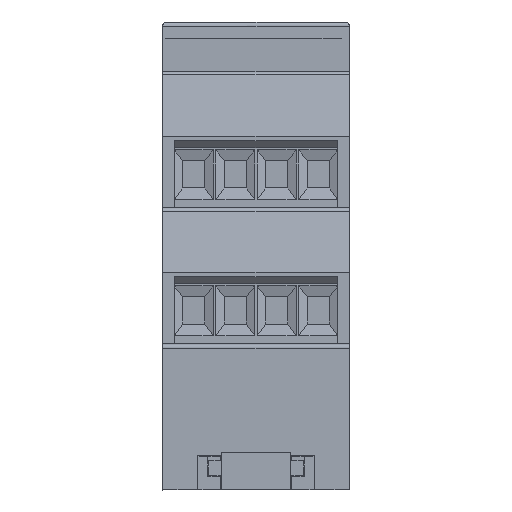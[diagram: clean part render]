
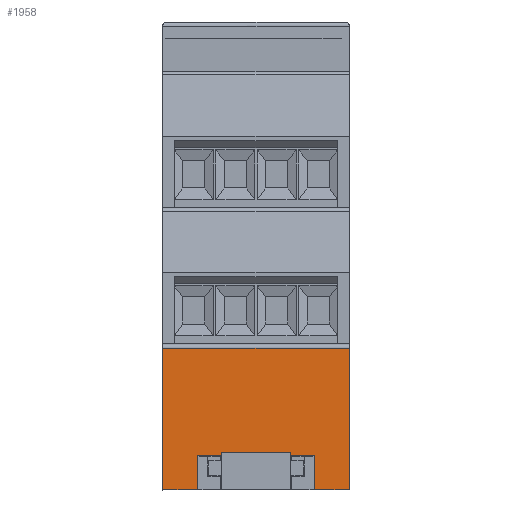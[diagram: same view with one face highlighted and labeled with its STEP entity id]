
A CAD part, front view. The second image highlights one B-rep face of the part: STEP entity #1958.
In plain terms, the highlighted planar face has unit normal (0, -1, 0).
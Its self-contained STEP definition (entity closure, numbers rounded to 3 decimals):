
#1958 = ADVANCED_FACE( '', ( #4984 ), #4985, .T. );
#4984 = FACE_OUTER_BOUND( '', #9267, .T. );
#4985 = PLANE( '', #9268 );
#9267 = EDGE_LOOP( '', ( #15281, #15282, #15283, #15284, #15285, #15286, #15287, #15288 ) );
#9268 = AXIS2_PLACEMENT_3D( '', #15289, #15290, #15291 );
#15281 = ORIENTED_EDGE( '', *, *, #25646, .F. );
#15282 = ORIENTED_EDGE( '', *, *, #24414, .F. );
#15283 = ORIENTED_EDGE( '', *, *, #25039, .F. );
#15284 = ORIENTED_EDGE( '', *, *, #25647, .T. );
#15285 = ORIENTED_EDGE( '', *, *, #25475, .T. );
#15286 = ORIENTED_EDGE( '', *, *, #25648, .F. );
#15287 = ORIENTED_EDGE( '', *, *, #25649, .F. );
#15288 = ORIENTED_EDGE( '', *, *, #25650, .T. );
#15289 = CARTESIAN_POINT( '', ( -0.554, -62.329, 0. ) );
#15290 = DIRECTION( '', ( 0., -1., 0. ) );
#15291 = DIRECTION( '', ( 1., 0., 0. ) );
#24414 = EDGE_CURVE( '', #29174, #29176, #29177, .T. );
#25039 = EDGE_CURVE( '', #30246, #29174, #30247, .T. );
#25475 = EDGE_CURVE( '', #30966, #30967, #30968, .T. );
#25646 = EDGE_CURVE( '', #29176, #31237, #31238, .T. );
#25647 = EDGE_CURVE( '', #30246, #30966, #31239, .T. );
#25648 = EDGE_CURVE( '', #31240, #30967, #31241, .T. );
#25649 = EDGE_CURVE( '', #31242, #31240, #31243, .T. );
#25650 = EDGE_CURVE( '', #31242, #31237, #31244, .T. );
#29174 = VERTEX_POINT( '', #36146 );
#29176 = VERTEX_POINT( '', #36148 );
#29177 = LINE( '', #36149, #36150 );
#30246 = VERTEX_POINT( '', #37901 );
#30247 = LINE( '', #37902, #37903 );
#30966 = VERTEX_POINT( '', #39013 );
#30967 = VERTEX_POINT( '', #39014 );
#30968 = LINE( '', #39015, #39016 );
#31237 = VERTEX_POINT( '', #39586 );
#31238 = LINE( '', #39587, #39588 );
#31239 = LINE( '', #39589, #39590 );
#31240 = VERTEX_POINT( '', #39591 );
#31241 = LINE( '', #39592, #39593 );
#31242 = VERTEX_POINT( '', #39594 );
#31243 = LINE( '', #39595, #39596 );
#31244 = LINE( '', #39597, #39598 );
#36146 = CARTESIAN_POINT( '', ( 4.771, -62.329, 17.1 ) );
#36148 = CARTESIAN_POINT( '', ( 4.771, -62.329, 0. ) );
#36149 = CARTESIAN_POINT( '', ( 4.771, -62.329, 0. ) );
#36150 = VECTOR( '', #46598, 1000. );
#37901 = CARTESIAN_POINT( '', ( -17.729, -62.329, 17.1 ) );
#37902 = CARTESIAN_POINT( '', ( -0.554, -62.329, 17.1 ) );
#37903 = VECTOR( '', #47192, 1000. );
#39013 = CARTESIAN_POINT( '', ( -17.729, -62.329, 0. ) );
#39014 = CARTESIAN_POINT( '', ( -13.529, -62.329, 0. ) );
#39015 = CARTESIAN_POINT( '', ( -18.054, -62.329, 0. ) );
#39016 = VECTOR( '', #47605, 1000. );
#39586 = CARTESIAN_POINT( '', ( 0.571, -62.329, 0. ) );
#39587 = CARTESIAN_POINT( '', ( 5.096, -62.329, 0. ) );
#39588 = VECTOR( '', #47767, 1000. );
#39589 = CARTESIAN_POINT( '', ( -17.729, -62.329, 0. ) );
#39590 = VECTOR( '', #47768, 1000. );
#39591 = CARTESIAN_POINT( '', ( -13.529, -62.329, 4.2 ) );
#39592 = CARTESIAN_POINT( '', ( -13.529, -62.329, 0. ) );
#39593 = VECTOR( '', #47769, 1000. );
#39594 = CARTESIAN_POINT( '', ( 0.571, -62.329, 4.2 ) );
#39595 = CARTESIAN_POINT( '', ( -16.054, -62.329, 4.2 ) );
#39596 = VECTOR( '', #47770, 1000. );
#39597 = CARTESIAN_POINT( '', ( 0.571, -62.329, 0. ) );
#39598 = VECTOR( '', #47771, 1000. );
#46598 = DIRECTION( '', ( 0., 0., -1. ) );
#47192 = DIRECTION( '', ( 1., 0., 0. ) );
#47605 = DIRECTION( '', ( 1., 0., 0. ) );
#47767 = DIRECTION( '', ( -1., 0., 0. ) );
#47768 = DIRECTION( '', ( 0., 0., -1. ) );
#47769 = DIRECTION( '', ( 0., 0., -1. ) );
#47770 = DIRECTION( '', ( -1., 0., 0. ) );
#47771 = DIRECTION( '', ( 0., 0., -1. ) );
